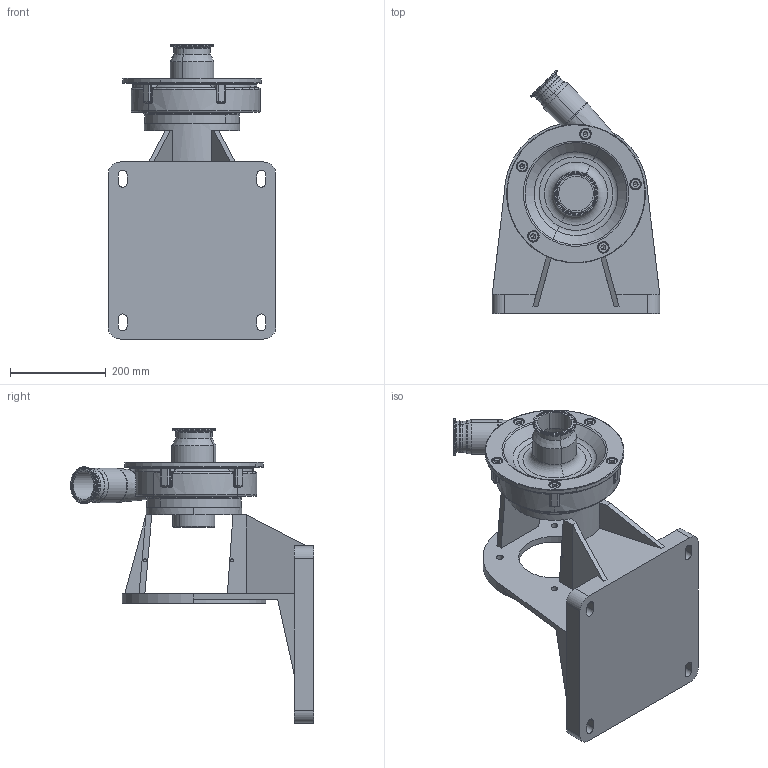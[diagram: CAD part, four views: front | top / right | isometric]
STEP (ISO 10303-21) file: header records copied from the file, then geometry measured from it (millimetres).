
FILE_DESCRIPTION (( 'STEP AP214' ), '1' );
FILE_NAME ('FP 3542 280TC 45L.STEP', '2023-02-17T17:44:35', ( '' ), ( '' ), 'SwSTEP 2.0', 'SolidWorks 2021', '' );
FILE_SCHEMA (( 'AUTOMOTIVE_DESIGN' ));
Length unit declared in the file: millimetre
Products named in the file (1): FP 3542 280TC 45L
Bounding box: 350 x 507.92 x 614.5 mm (x, y, z)
Volume: 14048301.4 mm3; surface area: 1063774.8 mm2
Topology: 1 solids, 6 shells, 582 faces, 1378 edges, 796 vertices
Faces by surface type: cylinder 189, plane 109, torus 92, cone 92, bspline 75, sphere 25
Entity records: 20004 total; most frequent: CARTESIAN_POINT 6808, DIRECTION 2915, ORIENTED_EDGE 2658, EDGE_CURVE 1329, AXIS2_PLACEMENT_3D 1238, VERTEX_POINT 794, CIRCLE 730, EDGE_LOOP 649
